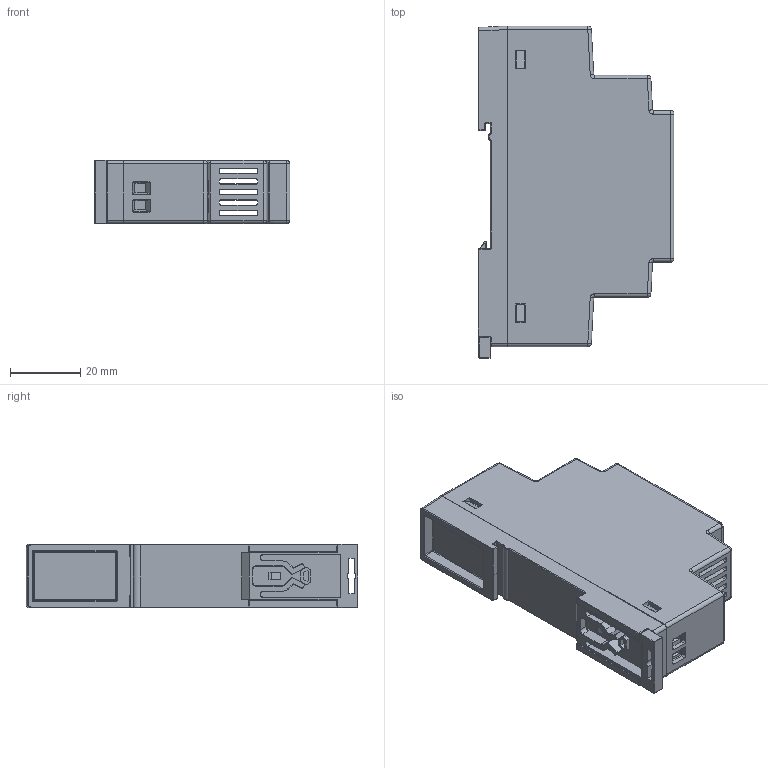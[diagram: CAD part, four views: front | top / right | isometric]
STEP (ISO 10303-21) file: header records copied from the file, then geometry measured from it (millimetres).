
FILE_DESCRIPTION (( 'STEP AP214' ), '1' );
FILE_NAME ('PSL-24-010.STEP', '2018-05-10T10:43:37', ( '' ), ( '' ), 'SwSTEP 2.0', 'SolidWorks 2017', '' );
FILE_SCHEMA (( 'AUTOMOTIVE_DESIGN' ));
Length unit declared in the file: inch
Products named in the file (1): PSL-24-010
Bounding box: 55.6 x 94.2 x 18 mm (x, y, z)
Volume: 22533.8 mm3; surface area: 32076.1 mm2
Topology: 10 solids, 10 shells, 1020 faces, 2698 edges, 1652 vertices
Faces by surface type: plane 531, cylinder 351, bspline 133, cone 5
Full cylindrical faces by diameter (mm): 2.626 x4, 3 x1, 3.826 x4, 4 x4, 4.026 x8
Entity records: 33582 total; most frequent: CARTESIAN_POINT 9959, ORIENTED_EDGE 5160, DIRECTION 4467, EDGE_CURVE 2580, LINE 1747, VECTOR 1747, VERTEX_POINT 1628, AXIS2_PLACEMENT_3D 1360
